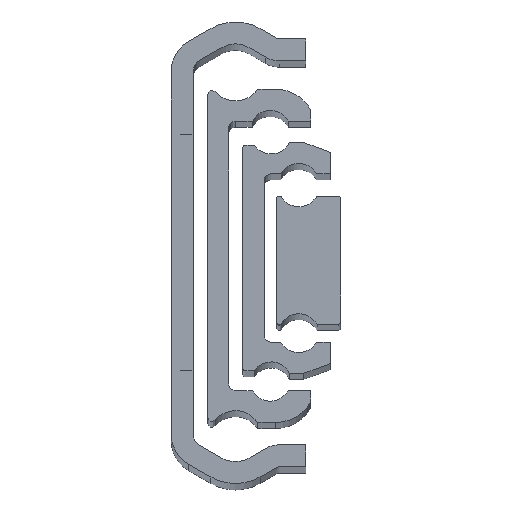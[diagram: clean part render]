
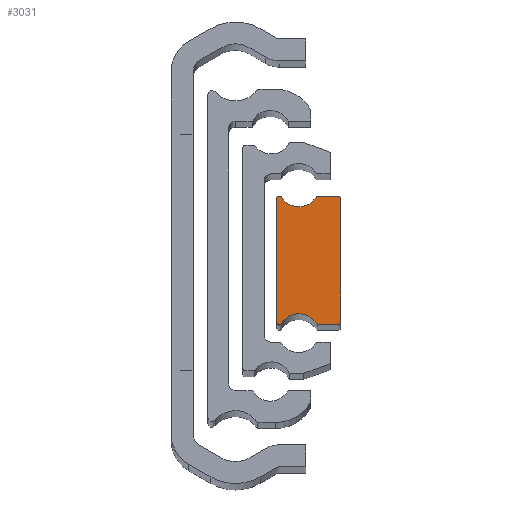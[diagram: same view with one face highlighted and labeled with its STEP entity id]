
A CAD part, top view. The second image highlights one B-rep face of the part: STEP entity #3031.
In plain terms, the highlighted planar face has unit normal (0, 0, 1).
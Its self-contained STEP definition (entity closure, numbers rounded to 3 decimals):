
#212 = CARTESIAN_POINT ( 'NONE',  ( 19.45, 9.2, 501.5 ) ) ;
#213 = PLANE ( 'NONE',  #3529 ) ;
#215 = DIRECTION ( 'NONE',  ( 0., 0., 1. ) ) ;
#216 = DIRECTION ( 'NONE',  ( 1., 0., 0. ) ) ;
#399 = CARTESIAN_POINT ( 'NONE',  ( 16.32, 9.2, 501.5 ) ) ;
#409 = DIRECTION ( 'NONE',  ( 0., 0., 1. ) ) ;
#410 = DIRECTION ( 'NONE',  ( 1., 0., 0. ) ) ;
#413 = CARTESIAN_POINT ( 'NONE',  ( 10.25, 9.3, 501.5 ) ) ;
#414 = CARTESIAN_POINT ( 'NONE',  ( 19.75, -9.2, 501.5 ) ) ;
#417 = DIRECTION ( 'NONE',  ( 0., -1., 0. ) ) ;
#422 = DIRECTION ( 'NONE',  ( 0., 1., 0. ) ) ;
#425 = CARTESIAN_POINT ( 'NONE',  ( 19.45, 9.5, 501.5 ) ) ;
#428 = DIRECTION ( 'NONE',  ( -1., 0., 0. ) ) ;
#476 = CARTESIAN_POINT ( 'NONE',  ( 19.45, 9.2, 501.5 ) ) ;
#485 = DIRECTION ( 'NONE',  ( 0., 0., 1. ) ) ;
#486 = DIRECTION ( 'NONE',  ( 1., 0., 0. ) ) ;
#540 = CARTESIAN_POINT ( 'NONE',  ( 13.5, 10.99, 501.5 ) ) ;
#545 = DIRECTION ( 'NONE',  ( 0., 0., -1. ) ) ;
#546 = DIRECTION ( 'NONE',  ( 1., 0., 0. ) ) ;
#609 = CARTESIAN_POINT ( 'NONE',  ( 10.933, -9.361, 501.5 ) ) ;
#633 = CARTESIAN_POINT ( 'NONE',  ( 10.933, 9.361, 501.5 ) ) ;
#635 = CARTESIAN_POINT ( 'NONE',  ( 10.68, -9.5, 501.5 ) ) ;
#711 = CARTESIAN_POINT ( 'NONE',  ( 10.68, 9.5, 501.5 ) ) ;
#712 = CARTESIAN_POINT ( 'NONE',  ( 19.45, -9.5, 501.5 ) ) ;
#716 = CARTESIAN_POINT ( 'NONE',  ( 10.45, -9.5, 501.5 ) ) ;
#717 = CARTESIAN_POINT ( 'NONE',  ( 10.25, 9.3, 501.5 ) ) ;
#850 = CARTESIAN_POINT ( 'NONE',  ( 16.067, -9.361, 501.5 ) ) ;
#854 = CARTESIAN_POINT ( 'NONE',  ( 16.067, 9.361, 501.5 ) ) ;
#876 = CARTESIAN_POINT ( 'NONE',  ( 19.75, 9.2, 501.5 ) ) ;
#877 = CARTESIAN_POINT ( 'NONE',  ( 10.45, 9.5, 501.5 ) ) ;
#887 = ORIENTED_EDGE ( 'NONE', *, *, #3179, .T. ) ;
#889 = ORIENTED_EDGE ( 'NONE', *, *, #3128, .T. ) ;
#897 = ORIENTED_EDGE ( 'NONE', *, *, #3303, .T. ) ;
#930 = ORIENTED_EDGE ( 'NONE', *, *, #3258, .T. ) ;
#934 = ORIENTED_EDGE ( 'NONE', *, *, #3270, .T. ) ;
#998 = ORIENTED_EDGE ( 'NONE', *, *, #3156, .T. ) ;
#1065 = ORIENTED_EDGE ( 'NONE', *, *, #3364, .T. ) ;
#1066 = ORIENTED_EDGE ( 'NONE', *, *, #3133, .T. ) ;
#1077 = ORIENTED_EDGE ( 'NONE', *, *, #3347, .T. ) ;
#1078 = ORIENTED_EDGE ( 'NONE', *, *, #3130, .T. ) ;
#1104 = ORIENTED_EDGE ( 'NONE', *, *, #3283, .T. ) ;
#1111 = ORIENTED_EDGE ( 'NONE', *, *, #3125, .T. ) ;
#1116 = ORIENTED_EDGE ( 'NONE', *, *, #3298, .T. ) ;
#1120 = ORIENTED_EDGE ( 'NONE', *, *, #3313, .T. ) ;
#1130 = ORIENTED_EDGE ( 'NONE', *, *, #3341, .T. ) ;
#1131 = ORIENTED_EDGE ( 'NONE', *, *, #3252, .T. ) ;
#1236 = VERTEX_POINT ( 'NONE', #1346 ) ;
#1237 = VERTEX_POINT ( 'NONE', #1347 ) ;
#1277 = VERTEX_POINT ( 'NONE', #1477 ) ;
#1281 = VERTEX_POINT ( 'NONE', #1492 ) ;
#1346 = CARTESIAN_POINT ( 'NONE',  ( 19.45, 9.5, 501.5 ) ) ;
#1347 = CARTESIAN_POINT ( 'NONE',  ( 19.75, -9.2, 501.5 ) ) ;
#1388 = VERTEX_POINT ( 'NONE', #1597 ) ;
#1415 = VERTEX_POINT ( 'NONE', #854 ) ;
#1426 = VERTEX_POINT ( 'NONE', #850 ) ;
#1428 = VERTEX_POINT ( 'NONE', #877 ) ;
#1449 = VERTEX_POINT ( 'NONE', #876 ) ;
#1468 = VERTEX_POINT ( 'NONE', #635 ) ;
#1477 = CARTESIAN_POINT ( 'NONE',  ( 10.25, -9.3, 501.5 ) ) ;
#1492 = CARTESIAN_POINT ( 'NONE',  ( 16.32, 9.5, 501.5 ) ) ;
#1540 = VERTEX_POINT ( 'NONE', #609 ) ;
#1556 = VERTEX_POINT ( 'NONE', #633 ) ;
#1558 = VERTEX_POINT ( 'NONE', #716 ) ;
#1559 = VERTEX_POINT ( 'NONE', #711 ) ;
#1568 = VERTEX_POINT ( 'NONE', #712 ) ;
#1569 = VERTEX_POINT ( 'NONE', #717 ) ;
#1597 = CARTESIAN_POINT ( 'NONE',  ( 16.32, -9.5, 501.5 ) ) ;
#1710 = LINE ( 'NONE', #425, #1727 ) ;
#1714 = LINE ( 'NONE', #413, #1719 ) ;
#1716 = CIRCLE ( 'NONE', #3562, 0.3 ) ;
#1718 = VECTOR ( 'NONE', #422, 1000. ) ;
#1719 = VECTOR ( 'NONE', #417, 1000. ) ;
#1722 = LINE ( 'NONE', #414, #1718 ) ;
#1727 = VECTOR ( 'NONE', #428, 1000. ) ;
#1762 = CIRCLE ( 'NONE', #3578, 0.3 ) ;
#1794 = CIRCLE ( 'NONE', #3591, 3.04 ) ;
#1906 = CIRCLE ( 'NONE', #3623, 0.3 ) ;
#1916 = CIRCLE ( 'NONE', #3626, 0.2 ) ;
#1938 = CIRCLE ( 'NONE', #3630, 0.3 ) ;
#1959 = LINE ( 'NONE', #2341, #1960 ) ;
#1960 = VECTOR ( 'NONE', #2342, 1000. ) ;
#1982 = LINE ( 'NONE', #2383, #1992 ) ;
#1984 = LINE ( 'NONE', #2373, #1985 ) ;
#1985 = VECTOR ( 'NONE', #2374, 1000. ) ;
#1992 = VECTOR ( 'NONE', #2386, 1000. ) ;
#2012 = CIRCLE ( 'NONE', #3641, 0.2 ) ;
#2057 = CIRCLE ( 'NONE', #2698, 0.3 ) ;
#2066 = CIRCLE ( 'NONE', #2703, 3.04 ) ;
#2095 = CIRCLE ( 'NONE', #2711, 0.3 ) ;
#2269 = CARTESIAN_POINT ( 'NONE',  ( 10.68, 9.2, 501.5 ) ) ;
#2271 = DIRECTION ( 'NONE',  ( 0., 0., 1. ) ) ;
#2272 = DIRECTION ( 'NONE',  ( 1., 0., 0. ) ) ;
#2284 = CARTESIAN_POINT ( 'NONE',  ( 10.45, 9.3, 501.5 ) ) ;
#2285 = DIRECTION ( 'NONE',  ( 0., 0., 1. ) ) ;
#2286 = DIRECTION ( 'NONE',  ( 1., 0., 0. ) ) ;
#2311 = CARTESIAN_POINT ( 'NONE',  ( 19.45, -9.2, 501.5 ) ) ;
#2312 = DIRECTION ( 'NONE',  ( 0., 0., 1. ) ) ;
#2313 = DIRECTION ( 'NONE',  ( 1., 0., 0. ) ) ;
#2341 = CARTESIAN_POINT ( 'NONE',  ( 10.68, 9.5, 501.5 ) ) ;
#2342 = DIRECTION ( 'NONE',  ( -1., 0., 0. ) ) ;
#2373 = CARTESIAN_POINT ( 'NONE',  ( 10.45, -9.5, 501.5 ) ) ;
#2374 = DIRECTION ( 'NONE',  ( 1., 0., 0. ) ) ;
#2383 = CARTESIAN_POINT ( 'NONE',  ( 16.32, -9.5, 501.5 ) ) ;
#2386 = DIRECTION ( 'NONE',  ( 1., 0., 0. ) ) ;
#2402 = CARTESIAN_POINT ( 'NONE',  ( 10.45, -9.3, 501.5 ) ) ;
#2410 = DIRECTION ( 'NONE',  ( 0., 0., 1. ) ) ;
#2411 = DIRECTION ( 'NONE',  ( 1., 0., 0. ) ) ;
#2469 = CARTESIAN_POINT ( 'NONE',  ( 10.68, -9.2, 501.5 ) ) ;
#2474 = DIRECTION ( 'NONE',  ( 0., 0., 1. ) ) ;
#2475 = DIRECTION ( 'NONE',  ( 1., 0., 0. ) ) ;
#2479 = CARTESIAN_POINT ( 'NONE',  ( 13.5, -10.99, 501.5 ) ) ;
#2489 = DIRECTION ( 'NONE',  ( 0., 0., -1. ) ) ;
#2490 = DIRECTION ( 'NONE',  ( 1., 0., 0. ) ) ;
#2520 = CARTESIAN_POINT ( 'NONE',  ( 16.32, -9.2, 501.5 ) ) ;
#2531 = DIRECTION ( 'NONE',  ( 0., 0., 1. ) ) ;
#2532 = DIRECTION ( 'NONE',  ( 1., 0., 0. ) ) ;
#2698 = AXIS2_PLACEMENT_3D ( 'NONE', #2469, #2474, #2475 ) ;
#2703 = AXIS2_PLACEMENT_3D ( 'NONE', #2479, #2489, #2490 ) ;
#2711 = AXIS2_PLACEMENT_3D ( 'NONE', #2520, #2531, #2532 ) ;
#3031 = ADVANCED_FACE ( 'NONE', ( #4303 ), #213, .T. ) ;
#3125 = EDGE_CURVE ( 'NONE', #1281, #1415, #1716, .T. ) ;
#3128 = EDGE_CURVE ( 'NONE', #1569, #1277, #1714, .T. ) ;
#3130 = EDGE_CURVE ( 'NONE', #1237, #1449, #1722, .T. ) ;
#3133 = EDGE_CURVE ( 'NONE', #1236, #1281, #1710, .T. ) ;
#3156 = EDGE_CURVE ( 'NONE', #1449, #1236, #1762, .T. ) ;
#3179 = EDGE_CURVE ( 'NONE', #1415, #1556, #1794, .T. ) ;
#3252 = EDGE_CURVE ( 'NONE', #1556, #1559, #1906, .T. ) ;
#3258 = EDGE_CURVE ( 'NONE', #1428, #1569, #1916, .T. ) ;
#3270 = EDGE_CURVE ( 'NONE', #1568, #1237, #1938, .T. ) ;
#3283 = EDGE_CURVE ( 'NONE', #1559, #1428, #1959, .T. ) ;
#3298 = EDGE_CURVE ( 'NONE', #1558, #1468, #1984, .T. ) ;
#3303 = EDGE_CURVE ( 'NONE', #1388, #1568, #1982, .T. ) ;
#3313 = EDGE_CURVE ( 'NONE', #1277, #1558, #2012, .T. ) ;
#3341 = EDGE_CURVE ( 'NONE', #1468, #1540, #2057, .T. ) ;
#3347 = EDGE_CURVE ( 'NONE', #1540, #1426, #2066, .T. ) ;
#3364 = EDGE_CURVE ( 'NONE', #1426, #1388, #2095, .T. ) ;
#3529 = AXIS2_PLACEMENT_3D ( 'NONE', #212, #215, #216 ) ;
#3562 = AXIS2_PLACEMENT_3D ( 'NONE', #399, #409, #410 ) ;
#3578 = AXIS2_PLACEMENT_3D ( 'NONE', #476, #485, #486 ) ;
#3591 = AXIS2_PLACEMENT_3D ( 'NONE', #540, #545, #546 ) ;
#3623 = AXIS2_PLACEMENT_3D ( 'NONE', #2269, #2271, #2272 ) ;
#3626 = AXIS2_PLACEMENT_3D ( 'NONE', #2284, #2285, #2286 ) ;
#3630 = AXIS2_PLACEMENT_3D ( 'NONE', #2311, #2312, #2313 ) ;
#3641 = AXIS2_PLACEMENT_3D ( 'NONE', #2402, #2410, #2411 ) ;
#3856 = EDGE_LOOP ( 'NONE', ( #998, #1066, #1111, #887, #1131, #1104, #930, #889, #1120, #1116, #1130, #1077, #1065, #897, #934, #1078 ) ) ;
#4303 = FACE_OUTER_BOUND ( 'NONE', #3856, .T. ) ;
